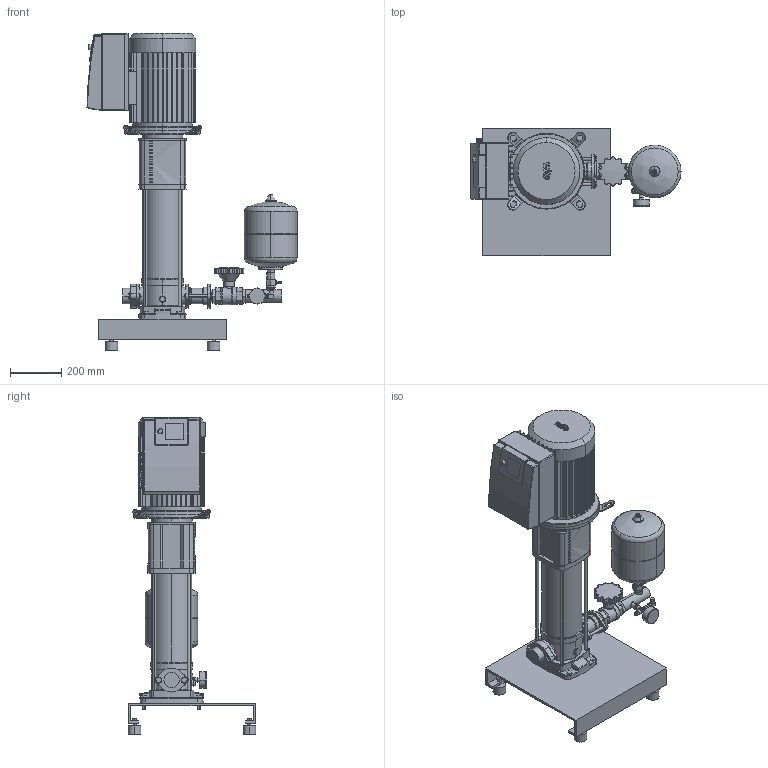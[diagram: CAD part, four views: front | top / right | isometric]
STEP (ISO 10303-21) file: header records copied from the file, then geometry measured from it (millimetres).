
FILE_DESCRIPTION((''),'2;1');
FILE_NAME('3d_SiBoostSmart1HelixVE1605-2537658.stp','2015-08-24T10:46:01',(''),(''),'Mechanical Desktop 2009','Mechanical Desktop 2009',', , ');
FILE_SCHEMA(('CONFIG_CONTROL_DESIGN'));
Length unit declared in the file: millimetre
Products named in the file (1): Product
Bounding box: 823 x 500 x 1245.2 mm (x, y, z)
Volume: 57536284.4 mm3; surface area: 3597318.7 mm2
Topology: 54 solids, 54 shells, 1776 faces, 4418 edges, 2833 vertices
Faces by surface type: cylinder 577, plane 531, bspline 451, torus 110, cone 84, sphere 23
Entity records: 59922 total; most frequent: CARTESIAN_POINT 17983, ORIENTED_EDGE 8796, DIRECTION 8539, EDGE_CURVE 4398, AXIS2_PLACEMENT_3D 3087, VERTEX_POINT 2833, VECTOR 2365, LINE 2365
